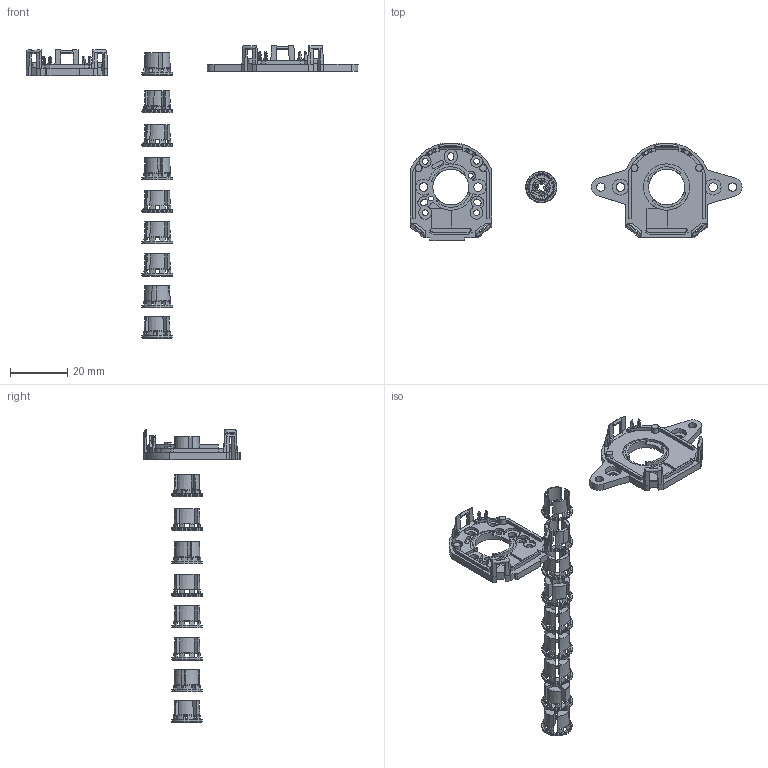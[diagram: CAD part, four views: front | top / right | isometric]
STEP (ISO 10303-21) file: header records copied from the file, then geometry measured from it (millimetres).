
FILE_DESCRIPTION (( 'STEP AP214' ), '1' );
FILE_NAME ('CUI-KIT-3.STEP', '2025-04-01T17:17:33', ( '' ), ( '' ), 'SwSTEP 2.0', 'SolidWorks 2021', '' );
FILE_SCHEMA (( 'AUTOMOTIVE_DESIGN' ));
Length unit declared in the file: inch
Products named in the file (1): CUI-KIT-3
Bounding box: 116.15 x 34.14 x 102.4 mm (x, y, z)
Volume: 5701 mm3; surface area: 9909.3 mm2
Topology: 11 solids, 11 shells, 1362 faces, 4205 edges, 2796 vertices
Faces by surface type: cone 520, plane 444, cylinder 347, bspline 51
Entity records: 52072 total; most frequent: CARTESIAN_POINT 14175, ORIENTED_EDGE 8410, DIRECTION 7233, EDGE_CURVE 4205, AXIS2_PLACEMENT_3D 2817, VERTEX_POINT 2796, LINE 1599, VECTOR 1599
